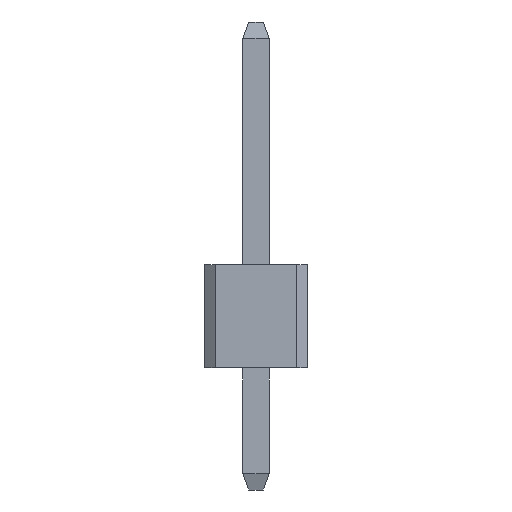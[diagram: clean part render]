
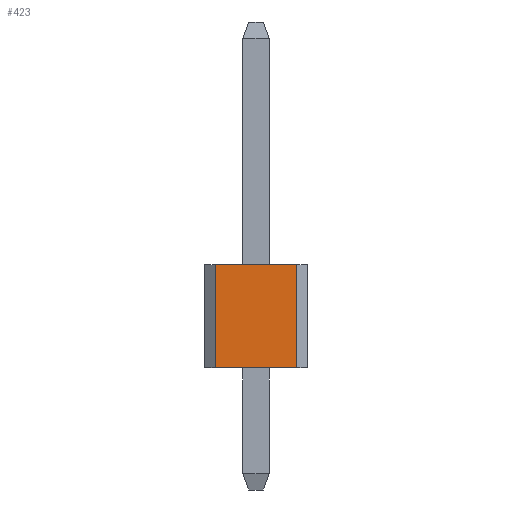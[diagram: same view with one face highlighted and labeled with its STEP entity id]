
A CAD part, front view. The second image highlights one B-rep face of the part: STEP entity #423.
In plain terms, the highlighted planar face has unit normal (0, -1, 0).
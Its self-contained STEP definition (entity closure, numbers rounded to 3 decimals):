
#24 = CARTESIAN_POINT ( 'NONE',  ( 1., -1.27, 5.54 ) ) ;
#53 = FACE_OUTER_BOUND ( 'NONE', #541, .T. ) ;
#83 = ORIENTED_EDGE ( 'NONE', *, *, #304, .T. ) ;
#90 = CARTESIAN_POINT ( 'NONE',  ( 1., -1.27, 5.54 ) ) ;
#115 = ORIENTED_EDGE ( 'NONE', *, *, #1341, .T. ) ;
#251 = CARTESIAN_POINT ( 'NONE',  ( 1., -1.27, 3. ) ) ;
#272 = PLANE ( 'NONE',  #846 ) ;
#304 = EDGE_CURVE ( 'NONE', #1172, #470, #334, .T. ) ;
#333 = ORIENTED_EDGE ( 'NONE', *, *, #730, .F. ) ;
#334 = LINE ( 'NONE', #808, #1015 ) ;
#356 = EDGE_CURVE ( 'NONE', #421, #470, #626, .T. ) ;
#371 = DIRECTION ( 'NONE',  ( -1., 0., 0. ) ) ;
#421 = VERTEX_POINT ( 'NONE', #251 ) ;
#423 = ADVANCED_FACE ( 'NONE', ( #53 ), #272, .T. ) ;
#470 = VERTEX_POINT ( 'NONE', #651 ) ;
#484 = LINE ( 'NONE', #24, #565 ) ;
#485 = CARTESIAN_POINT ( 'NONE',  ( -1., -1.27, 5.54 ) ) ;
#506 = CARTESIAN_POINT ( 'NONE',  ( -1., -1.27, 5.54 ) ) ;
#541 = EDGE_LOOP ( 'NONE', ( #1146, #333, #115, #83 ) ) ;
#563 = VECTOR ( 'NONE', #371, 1000. ) ;
#565 = VECTOR ( 'NONE', #941, 1000. ) ;
#566 = DIRECTION ( 'NONE',  ( 0., 0., -1. ) ) ;
#626 = LINE ( 'NONE', #1087, #563 ) ;
#651 = CARTESIAN_POINT ( 'NONE',  ( -1., -1.27, 3. ) ) ;
#730 = EDGE_CURVE ( 'NONE', #1397, #421, #484, .T. ) ;
#808 = CARTESIAN_POINT ( 'NONE',  ( -1., -1.27, 5.54 ) ) ;
#843 = DIRECTION ( 'NONE',  ( 0., 0., -1. ) ) ;
#846 = AXIS2_PLACEMENT_3D ( 'NONE', #506, #856, #843 ) ;
#856 = DIRECTION ( 'NONE',  ( 0., -1., 0. ) ) ;
#941 = DIRECTION ( 'NONE',  ( 0., 0., -1. ) ) ;
#942 = DIRECTION ( 'NONE',  ( -1., 0., 0. ) ) ;
#993 = CARTESIAN_POINT ( 'NONE',  ( -1., -1.27, 5.54 ) ) ;
#1015 = VECTOR ( 'NONE', #566, 1000. ) ;
#1070 = VECTOR ( 'NONE', #942, 1000. ) ;
#1087 = CARTESIAN_POINT ( 'NONE',  ( -1., -1.27, 3. ) ) ;
#1146 = ORIENTED_EDGE ( 'NONE', *, *, #356, .F. ) ;
#1172 = VERTEX_POINT ( 'NONE', #993 ) ;
#1174 = LINE ( 'NONE', #485, #1070 ) ;
#1341 = EDGE_CURVE ( 'NONE', #1397, #1172, #1174, .T. ) ;
#1397 = VERTEX_POINT ( 'NONE', #90 ) ;
